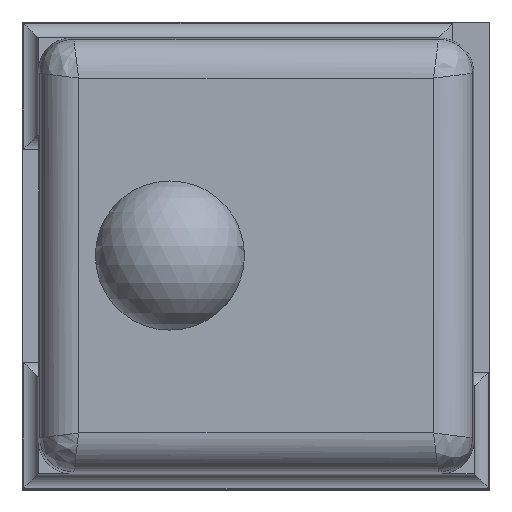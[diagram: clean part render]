
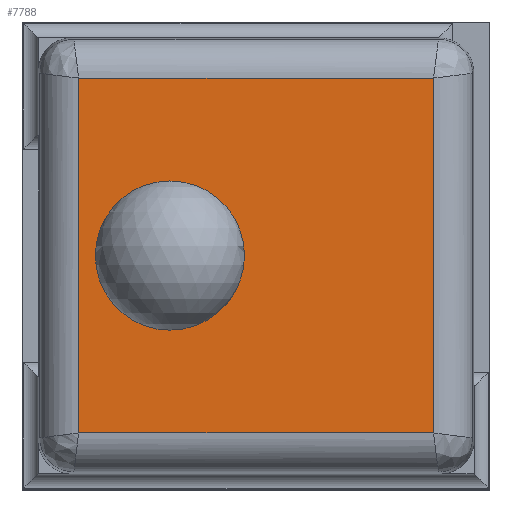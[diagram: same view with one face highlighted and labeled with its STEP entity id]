
A CAD part, top view. The second image highlights one B-rep face of the part: STEP entity #7788.
In plain terms, the highlighted planar face has unit normal (0, 0, 1).
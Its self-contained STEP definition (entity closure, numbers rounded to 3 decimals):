
#396=DIRECTION('',(0.,1.,0.));
#397=VECTOR('',#396,3.663);
#398=CARTESIAN_POINT('',(7.832,3.769,2.15));
#399=LINE('',#398,#397);
#400=DIRECTION('',(1.,0.,0.));
#401=VECTOR('',#400,3.663);
#402=CARTESIAN_POINT('',(4.169,3.769,2.15));
#403=LINE('',#402,#401);
#404=DIRECTION('',(0.,-1.,0.));
#405=VECTOR('',#404,3.663);
#406=CARTESIAN_POINT('',(4.169,7.432,2.15));
#407=LINE('',#406,#405);
#408=DIRECTION('',(-1.,0.,0.));
#409=VECTOR('',#408,3.663);
#410=CARTESIAN_POINT('',(7.832,7.432,2.15));
#411=LINE('',#410,#409);
#412=CARTESIAN_POINT('',(5.111,5.601,2.15));
#413=DIRECTION('',(0.,0.,1.));
#414=DIRECTION('',(1.,0.,0.));
#415=AXIS2_PLACEMENT_3D('',#412,#413,#414);
#417=CARTESIAN_POINT('',(5.111,5.601,2.15));
#418=DIRECTION('',(0.,0.,1.));
#419=DIRECTION('',(-1.,0.,0.));
#420=AXIS2_PLACEMENT_3D('',#417,#418,#419);
#7241=CARTESIAN_POINT('',(5.881,5.601,2.15));
#7242=CARTESIAN_POINT('',(4.341,5.601,2.15));
#7243=VERTEX_POINT('',#7241);
#7244=VERTEX_POINT('',#7242);
#7277=CARTESIAN_POINT('',(7.832,3.769,2.15));
#7278=CARTESIAN_POINT('',(7.832,7.432,2.15));
#7279=VERTEX_POINT('',#7277);
#7280=VERTEX_POINT('',#7278);
#7285=CARTESIAN_POINT('',(4.169,7.432,2.15));
#7286=VERTEX_POINT('',#7285);
#7291=CARTESIAN_POINT('',(4.169,3.769,2.15));
#7292=VERTEX_POINT('',#7291);
#7768=CARTESIAN_POINT('',(6.001,5.601,2.15));
#7769=DIRECTION('',(0.,0.,1.));
#7770=DIRECTION('',(0.,-1.,0.));
#7771=AXIS2_PLACEMENT_3D('',#7768,#7769,#7770);
#7772=PLANE('',#7771);
#7774=ORIENTED_EDGE('',*,*,#7773,.F.);
#7776=ORIENTED_EDGE('',*,*,#7775,.F.);
#7778=ORIENTED_EDGE('',*,*,#7777,.F.);
#7779=ORIENTED_EDGE('',*,*,#7752,.F.);
#7780=EDGE_LOOP('',(#7774,#7776,#7778,#7779));
#7781=FACE_OUTER_BOUND('',#7780,.F.);
#7783=ORIENTED_EDGE('',*,*,#7782,.T.);
#7785=ORIENTED_EDGE('',*,*,#7784,.T.);
#7786=EDGE_LOOP('',(#7783,#7785));
#7787=FACE_BOUND('',#7786,.F.);
#7788=ADVANCED_FACE('',(#7781,#7787),#7772,.T.);
#416=CIRCLE('',#415,0.77);
#421=CIRCLE('',#420,0.77);
#7752=EDGE_CURVE('',#7280,#7286,#411,.T.);
#7773=EDGE_CURVE('',#7279,#7280,#399,.T.);
#7775=EDGE_CURVE('',#7292,#7279,#403,.T.);
#7777=EDGE_CURVE('',#7286,#7292,#407,.T.);
#7782=EDGE_CURVE('',#7243,#7244,#416,.T.);
#7784=EDGE_CURVE('',#7244,#7243,#421,.T.);
